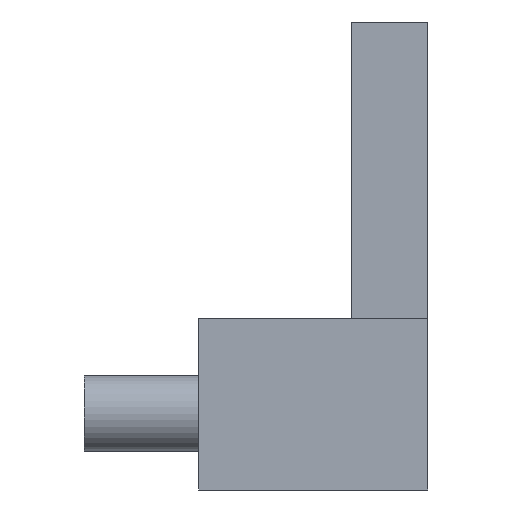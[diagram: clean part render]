
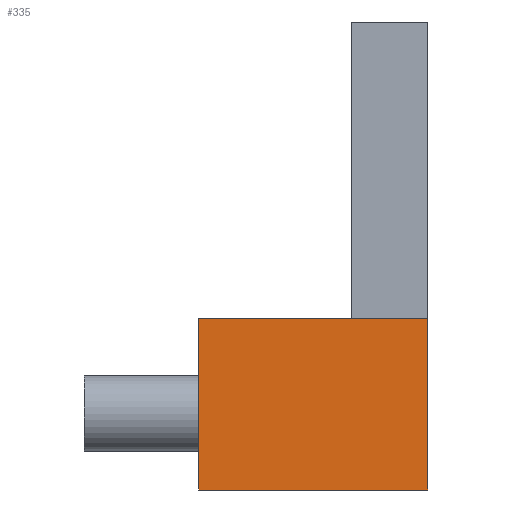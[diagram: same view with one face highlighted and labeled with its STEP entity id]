
A CAD part, front view. The second image highlights one B-rep face of the part: STEP entity #335.
In plain terms, the highlighted planar face has unit normal (0, -1, 0).
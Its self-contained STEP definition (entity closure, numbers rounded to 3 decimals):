
#32=FACE_OUTER_BOUND('',#50,.T.);
#50=EDGE_LOOP('',(#259,#260,#261,#262,#263));
#74=LINE('',#508,#114);
#77=LINE('',#518,#117);
#87=LINE('',#542,#127);
#88=LINE('',#544,#128);
#89=LINE('',#545,#129);
#114=VECTOR('',#408,10.);
#117=VECTOR('',#417,10.);
#127=VECTOR('',#439,10.);
#128=VECTOR('',#440,10.);
#129=VECTOR('',#441,10.);
#151=VERTEX_POINT('',#503);
#152=VERTEX_POINT('',#505);
#153=VERTEX_POINT('',#507);
#165=VERTEX_POINT('',#541);
#166=VERTEX_POINT('',#543);
#185=EDGE_CURVE('',#152,#153,#74,.T.);
#191=EDGE_CURVE('',#153,#151,#77,.T.);
#203=EDGE_CURVE('',#165,#152,#87,.T.);
#204=EDGE_CURVE('',#166,#165,#88,.T.);
#205=EDGE_CURVE('',#151,#166,#89,.T.);
#259=ORIENTED_EDGE('',*,*,#203,.F.);
#260=ORIENTED_EDGE('',*,*,#204,.F.);
#261=ORIENTED_EDGE('',*,*,#205,.F.);
#262=ORIENTED_EDGE('',*,*,#191,.F.);
#263=ORIENTED_EDGE('',*,*,#185,.F.);
#319=PLANE('',#372);
#335=ADVANCED_FACE('',(#32),#319,.F.);
#372=AXIS2_PLACEMENT_3D('',#540,#437,#438);
#408=DIRECTION('',(0.,0.,1.));
#417=DIRECTION('',(0.,0.,1.));
#437=DIRECTION('center_axis',(0.,1.,0.));
#438=DIRECTION('ref_axis',(0.,0.,1.));
#439=DIRECTION('',(-1.,0.,0.));
#440=DIRECTION('',(0.,0.,-1.));
#441=DIRECTION('',(1.,0.,0.));
#503=CARTESIAN_POINT('',(4.,-69.,123.));
#505=CARTESIAN_POINT('',(4.,-69.,114.));
#507=CARTESIAN_POINT('',(4.,-69.,118.));
#508=CARTESIAN_POINT('',(4.,-69.,114.));
#518=CARTESIAN_POINT('',(4.,-69.,114.));
#540=CARTESIAN_POINT('Origin',(12.,-69.,121.));
#541=CARTESIAN_POINT('',(16.,-69.,114.));
#542=CARTESIAN_POINT('',(12.,-69.,114.));
#543=CARTESIAN_POINT('',(16.,-69.,123.));
#544=CARTESIAN_POINT('',(16.,-69.,123.));
#545=CARTESIAN_POINT('',(12.,-69.,123.));
